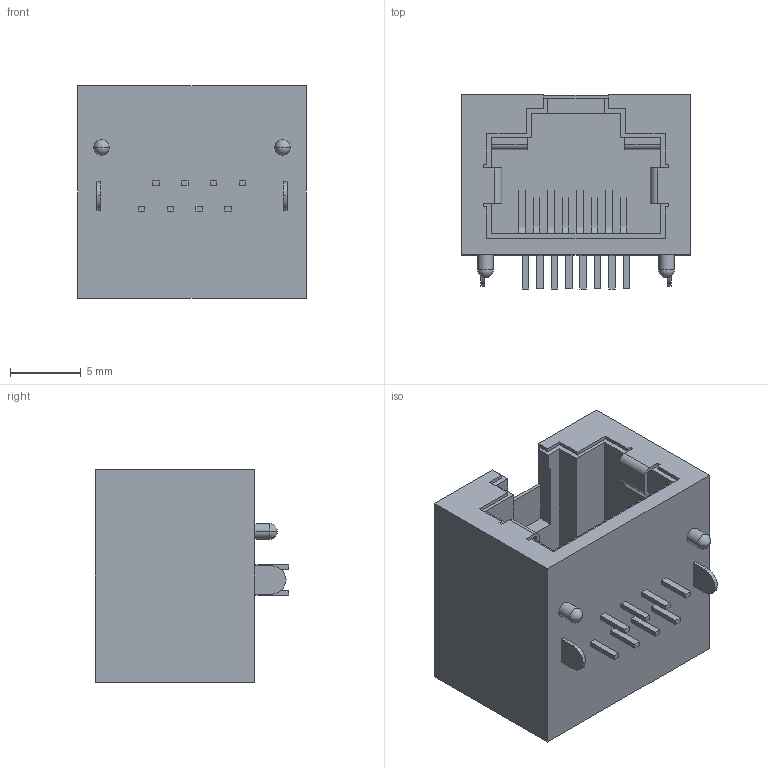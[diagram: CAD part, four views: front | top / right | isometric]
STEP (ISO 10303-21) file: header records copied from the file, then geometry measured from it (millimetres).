
FILE_DESCRIPTION(('FreeCAD Model'),'2;1');
FILE_NAME('Open CASCADE Shape Model','2025-01-17T19:53:36',('Author'),( ''),'Open CASCADE STEP processor 7.6','FreeCAD','Unknown');
FILE_SCHEMA(('AUTOMOTIVE_DESIGN { 1 0 10303 214 1 1 1 1 }'));
Length unit declared in the file: millimetre
Products named in the file (1): C-1734795-1
Bounding box: 16.18 x 13.7 x 15 mm (x, y, z)
Volume: 1803.6 mm3; surface area: 1785.7 mm2
Topology: 1 solids, 1 shells, 188 faces, 526 edges, 346 vertices
Faces by surface type: plane 150, cylinder 34, sphere 4
Entity records: 6504 total; most frequent: CARTESIAN_POINT 1057, ORIENTED_EDGE 1044, DIRECTION 972, EDGE_CURVE 522, LINE 450, VECTOR 450, VERTEX_POINT 346, AXIS2_PLACEMENT_3D 261
